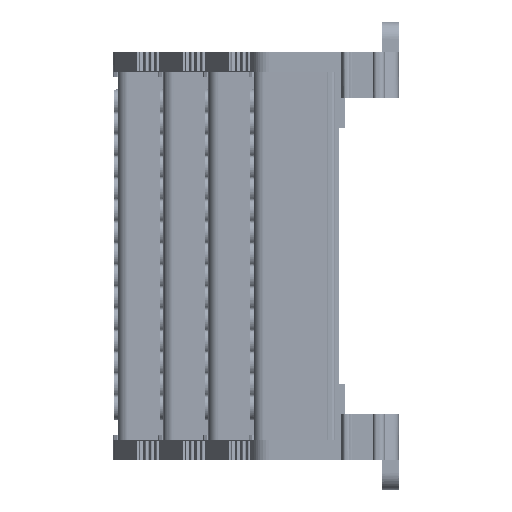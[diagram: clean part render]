
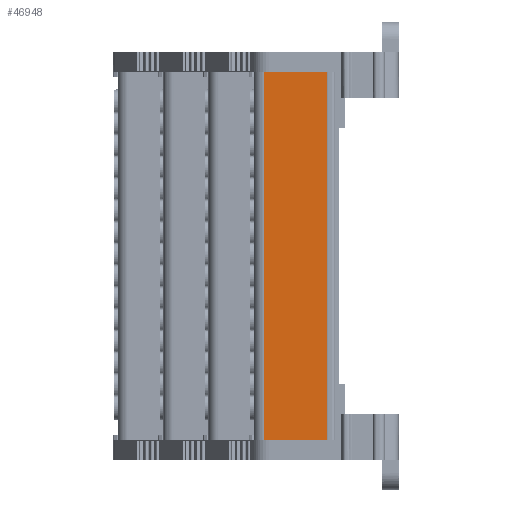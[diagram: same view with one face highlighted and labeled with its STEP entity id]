
A CAD part, left-side view. The second image highlights one B-rep face of the part: STEP entity #46948.
In plain terms, the highlighted planar face has unit normal (-1, 0.018, 0).
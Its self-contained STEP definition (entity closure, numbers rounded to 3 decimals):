
#3366 = B_SPLINE_CURVE_WITH_KNOTS ( 'NONE', 3,
 ( #126984, #127002, #126993, #127029 ),
 .UNSPECIFIED., .F., .F.,
 ( 4, 4 ),
 ( 0., 1. ),
 .UNSPECIFIED. ) ;
#6204 = EDGE_LOOP ( 'NONE', ( #66812, #66692, #66695, #66767 ) ) ;
#7844 = CARTESIAN_POINT ( 'NONE',  ( -92.098, 62.376, 182.203 ) ) ;
#7871 = FACE_OUTER_BOUND ( 'NONE', #6204, .T. ) ;
#7884 = DIRECTION ( 'NONE',  ( -0.017, -1., 0. ) ) ;
#7887 = PLANE ( 'NONE',  #97750 ) ;
#7888 = DIRECTION ( 'NONE',  ( -1., 0.017, 0. ) ) ;
#9527 = VECTOR ( 'NONE', #126976, 1000. ) ;
#9570 = VECTOR ( 'NONE', #126945, 1000. ) ;
#18287 = B_SPLINE_CURVE_WITH_KNOTS ( 'NONE', 3,
 ( #127085, #127058, #127134, #127132 ),
 .UNSPECIFIED., .F., .F.,
 ( 4, 4 ),
 ( 0., 1. ),
 .UNSPECIFIED. ) ;
#22553 = EDGE_CURVE ( 'NONE', #190934, #195973, #129960, .T. ) ;
#22557 = EDGE_CURVE ( 'NONE', #195803, #195825, #126983, .T. ) ;
#22585 = EDGE_CURVE ( 'NONE', #195973, #195803, #3366, .T. ) ;
#22618 = EDGE_CURVE ( 'NONE', #190934, #195825, #18287, .T. ) ;
#46948 = ADVANCED_FACE ( 'NONE', ( #7871 ), #7887, .T. ) ;
#66692 = ORIENTED_EDGE ( 'NONE', *, *, #22553, .T. ) ;
#66695 = ORIENTED_EDGE ( 'NONE', *, *, #22585, .T. ) ;
#66767 = ORIENTED_EDGE ( 'NONE', *, *, #22557, .T. ) ;
#66812 = ORIENTED_EDGE ( 'NONE', *, *, #22618, .F. ) ;
#97750 = AXIS2_PLACEMENT_3D ( 'NONE', #7844, #7888, #7884 ) ;
#126945 = DIRECTION ( 'NONE',  ( 0., 0., 1. ) ) ;
#126966 = CARTESIAN_POINT ( 'NONE',  ( -92.098, 62.376, 182.203 ) ) ;
#126970 = CARTESIAN_POINT ( 'NONE',  ( -91.766, 81.405, 182.203 ) ) ;
#126976 = DIRECTION ( 'NONE',  ( 0., 0., -1. ) ) ;
#126983 = LINE ( 'NONE', #126966, #9570 ) ;
#126984 = CARTESIAN_POINT ( 'NONE',  ( -91.766, 81.405, 0.015 ) ) ;
#126993 = CARTESIAN_POINT ( 'NONE',  ( -91.987, 68.719, 0.015 ) ) ;
#127002 = CARTESIAN_POINT ( 'NONE',  ( -91.877, 75.062, 0.015 ) ) ;
#127029 = CARTESIAN_POINT ( 'NONE',  ( -92.098, 62.376, 0.015 ) ) ;
#127058 = CARTESIAN_POINT ( 'NONE',  ( -91.877, 75.062, 105.461 ) ) ;
#127085 = CARTESIAN_POINT ( 'NONE',  ( -91.766, 81.405, 105.461 ) ) ;
#127132 = CARTESIAN_POINT ( 'NONE',  ( -92.098, 62.376, 105.461 ) ) ;
#127134 = CARTESIAN_POINT ( 'NONE',  ( -91.987, 68.719, 105.461 ) ) ;
#129960 = LINE ( 'NONE', #126970, #9527 ) ;
#157604 = CARTESIAN_POINT ( 'NONE',  ( -91.766, 81.405, 105.461 ) ) ;
#162058 = CARTESIAN_POINT ( 'NONE',  ( -92.098, 62.376, 0.015 ) ) ;
#162066 = CARTESIAN_POINT ( 'NONE',  ( -92.098, 62.376, 105.461 ) ) ;
#162202 = CARTESIAN_POINT ( 'NONE',  ( -91.766, 81.405, 0.015 ) ) ;
#190934 = VERTEX_POINT ( 'NONE', #157604 ) ;
#195803 = VERTEX_POINT ( 'NONE', #162058 ) ;
#195825 = VERTEX_POINT ( 'NONE', #162066 ) ;
#195973 = VERTEX_POINT ( 'NONE', #162202 ) ;
